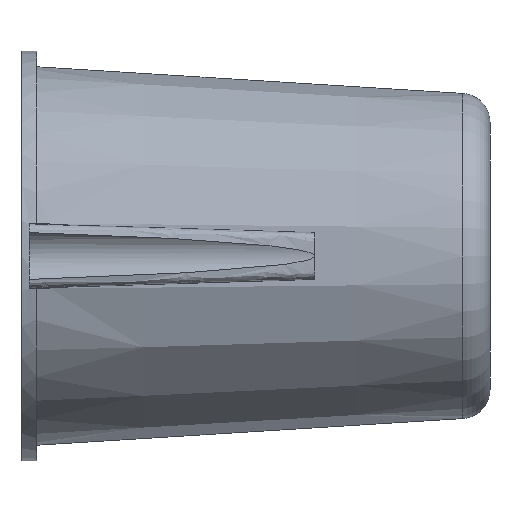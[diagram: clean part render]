
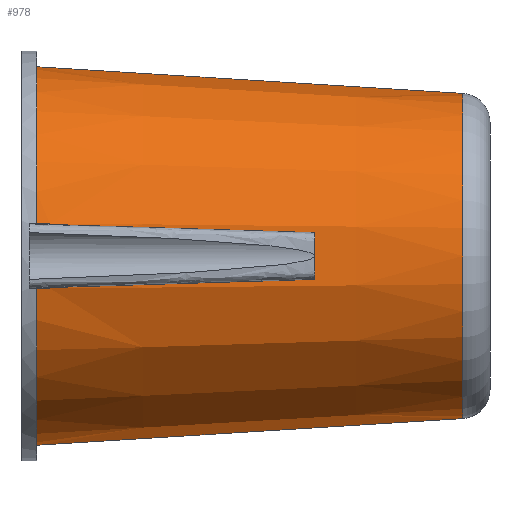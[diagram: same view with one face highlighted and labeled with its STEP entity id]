
A CAD part, left-side view. The second image highlights one B-rep face of the part: STEP entity #978.
In plain terms, the highlighted conical face has half-angle 3.576 degrees and reference radius 55.586 mm.
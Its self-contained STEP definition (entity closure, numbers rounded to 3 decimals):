
#40 = VECTOR ( 'NONE', #673, 1000. ) ;
#106 = ORIENTED_EDGE ( 'NONE', *, *, #147, .T. ) ;
#128 = CARTESIAN_POINT ( 'NONE',  ( -63.46, 150.5, -11. ) ) ;
#137 = CARTESIAN_POINT ( 'NONE',  ( -63.745, 155., -11. ) ) ;
#147 = EDGE_CURVE ( 'NONE', #1443, #189, #1391, .T. ) ;
#165 = CARTESIAN_POINT ( 'NONE',  ( 0., 9.376, 55.586 ) ) ;
#179 = AXIS2_PLACEMENT_3D ( 'NONE', #1346, #575, #1259 ) ;
#189 = VERTEX_POINT ( 'NONE', #746 ) ;
#210 = DIRECTION ( 'NONE',  ( 0., 0., 1. ) ) ;
#349 = CARTESIAN_POINT ( 'NONE',  ( -63.46, 150.5, 11. ) ) ;
#355 = VERTEX_POINT ( 'NONE', #1732 ) ;
#405 = LINE ( 'NONE', #1086, #40 ) ;
#433 = VECTOR ( 'NONE', #1719, 1000. ) ;
#454 = CARTESIAN_POINT ( 'NONE',  ( 0., 155., -64.687 ) ) ;
#482 = EDGE_CURVE ( 'NONE', #732, #1284, #405, .T. ) ;
#531 = EDGE_LOOP ( 'NONE', ( #918, #1582, #1485, #1113, #1149, #106, #1642, #1093 ) ) ;
#559 = CARTESIAN_POINT ( 'NONE',  ( 0., 155., 0. ) ) ;
#569 = EDGE_CURVE ( 'NONE', #1211, #732, #1509, .T. ) ;
#575 = DIRECTION ( 'NONE',  ( 0., 1., 0. ) ) ;
#603 = CARTESIAN_POINT ( 'NONE',  ( -63.745, 155., 11. ) ) ;
#615 = CARTESIAN_POINT ( 'NONE',  ( -63.745, 155., 11. ) ) ;
#645 = AXIS2_PLACEMENT_3D ( 'NONE', #559, #1101, #1640 ) ;
#666 = CARTESIAN_POINT ( 'NONE',  ( -63.65, 153.5, -11. ) ) ;
#670 = CIRCLE ( 'NONE', #1661, 64.687 ) ;
#673 = DIRECTION ( 'NONE',  ( 0., 0.998, -0.062 ) ) ;
#687 = VERTEX_POINT ( 'NONE', #1385 ) ;
#720 = EDGE_CURVE ( 'NONE', #1211, #687, #1588, .T. ) ;
#726 = CIRCLE ( 'NONE', #645, 64.687 ) ;
#732 = VERTEX_POINT ( 'NONE', #779 ) ;
#746 = CARTESIAN_POINT ( 'NONE',  ( -63.46, 150.5, -11. ) ) ;
#749 = CARTESIAN_POINT ( 'NONE',  ( 0., 155., 0. ) ) ;
#762 = CARTESIAN_POINT ( 'NONE',  ( 0., 150.5, 0. ) ) ;
#779 = CARTESIAN_POINT ( 'NONE',  ( 0., 9.376, -55.586 ) ) ;
#799 = FACE_OUTER_BOUND ( 'NONE', #531, .T. ) ;
#814 = DIRECTION ( 'NONE',  ( 0., 0., -1. ) ) ;
#815 = CARTESIAN_POINT ( 'NONE',  ( -63.555, 152., -11. ) ) ;
#879 = EDGE_CURVE ( 'NONE', #355, #189, #1146, .T. ) ;
#915 = AXIS2_PLACEMENT_3D ( 'NONE', #1098, #1088, #814 ) ;
#918 = ORIENTED_EDGE ( 'NONE', *, *, #482, .F. ) ;
#940 = CONICAL_SURFACE ( 'NONE', #179, 55.586, 0.062 ) ;
#978 = ADVANCED_FACE ( 'NONE', ( #799 ), #940, .T. ) ;
#1086 = CARTESIAN_POINT ( 'NONE',  ( 0., 9.376, -55.586 ) ) ;
#1088 = DIRECTION ( 'NONE',  ( 0., -1., 0. ) ) ;
#1093 = ORIENTED_EDGE ( 'NONE', *, *, #1551, .T. ) ;
#1098 = CARTESIAN_POINT ( 'NONE',  ( 0., 9.376, 0. ) ) ;
#1101 = DIRECTION ( 'NONE',  ( 0., -1., 0. ) ) ;
#1113 = ORIENTED_EDGE ( 'NONE', *, *, #1488, .T. ) ;
#1131 = DIRECTION ( 'NONE',  ( 0., 0., 1. ) ) ;
#1146 = B_SPLINE_CURVE_WITH_KNOTS ( 'NONE', 3,
 ( #137, #666, #815, #128 ),
 .UNSPECIFIED., .F., .F.,
 ( 4, 4 ),
 ( 0.01, 0.014 ),
 .UNSPECIFIED. ) ;
#1147 = DIRECTION ( 'NONE',  ( 0., -1., 0. ) ) ;
#1149 = ORIENTED_EDGE ( 'NONE', *, *, #1447, .F. ) ;
#1188 = B_SPLINE_CURVE_WITH_KNOTS ( 'NONE', 3,
 ( #1252, #1561, #1406, #615 ),
 .UNSPECIFIED., .F., .F.,
 ( 4, 4 ),
 ( 0.007, 0.012 ),
 .UNSPECIFIED. ) ;
#1211 = VERTEX_POINT ( 'NONE', #165 ) ;
#1252 = CARTESIAN_POINT ( 'NONE',  ( -63.46, 150.5, 11. ) ) ;
#1259 = DIRECTION ( 'NONE',  ( 0., 0., 1. ) ) ;
#1284 = VERTEX_POINT ( 'NONE', #454 ) ;
#1346 = CARTESIAN_POINT ( 'NONE',  ( 0., 9.376, 0. ) ) ;
#1385 = CARTESIAN_POINT ( 'NONE',  ( 0., 155., 64.687 ) ) ;
#1391 = CIRCLE ( 'NONE', #1609, 64.406 ) ;
#1406 = CARTESIAN_POINT ( 'NONE',  ( -63.65, 153.5, 11. ) ) ;
#1424 = DIRECTION ( 'NONE',  ( 0., -1., 0. ) ) ;
#1443 = VERTEX_POINT ( 'NONE', #349 ) ;
#1447 = EDGE_CURVE ( 'NONE', #1443, #1590, #1188, .T. ) ;
#1485 = ORIENTED_EDGE ( 'NONE', *, *, #720, .T. ) ;
#1488 = EDGE_CURVE ( 'NONE', #687, #1590, #726, .T. ) ;
#1509 = CIRCLE ( 'NONE', #915, 55.586 ) ;
#1551 = EDGE_CURVE ( 'NONE', #355, #1284, #670, .T. ) ;
#1561 = CARTESIAN_POINT ( 'NONE',  ( -63.555, 152., 11. ) ) ;
#1581 = CARTESIAN_POINT ( 'NONE',  ( 0., 9.376, 55.586 ) ) ;
#1582 = ORIENTED_EDGE ( 'NONE', *, *, #569, .F. ) ;
#1588 = LINE ( 'NONE', #1581, #433 ) ;
#1590 = VERTEX_POINT ( 'NONE', #603 ) ;
#1609 = AXIS2_PLACEMENT_3D ( 'NONE', #762, #1147, #210 ) ;
#1640 = DIRECTION ( 'NONE',  ( 0., 0., 1. ) ) ;
#1642 = ORIENTED_EDGE ( 'NONE', *, *, #879, .F. ) ;
#1661 = AXIS2_PLACEMENT_3D ( 'NONE', #749, #1424, #1131 ) ;
#1719 = DIRECTION ( 'NONE',  ( 0., 0.998, 0.062 ) ) ;
#1732 = CARTESIAN_POINT ( 'NONE',  ( -63.745, 155., -11. ) ) ;
